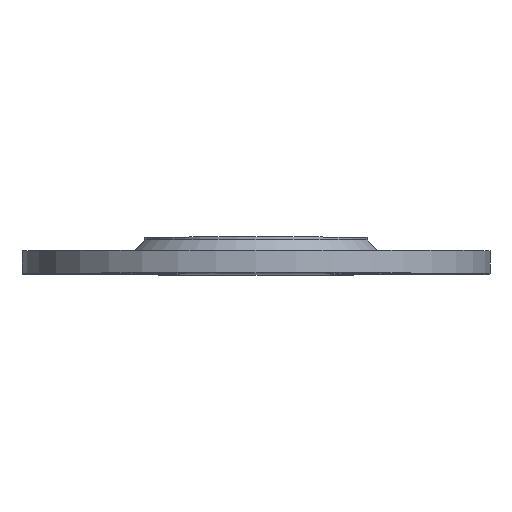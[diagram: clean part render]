
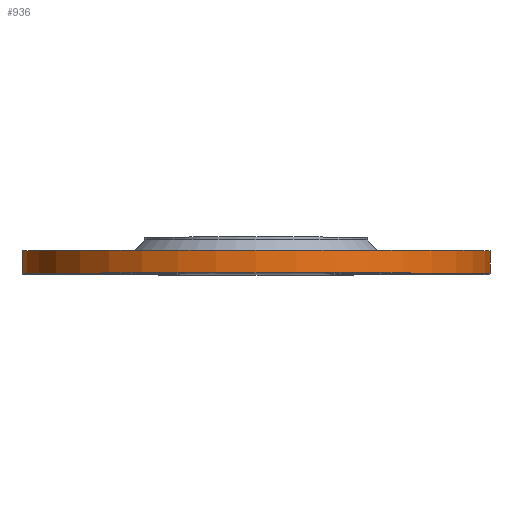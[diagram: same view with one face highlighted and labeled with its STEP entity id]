
A CAD part, top view. The second image highlights one B-rep face of the part: STEP entity #936.
In plain terms, the highlighted cylindrical face has radius 82.7 mm (diameter 165.4 mm), a partial arc.
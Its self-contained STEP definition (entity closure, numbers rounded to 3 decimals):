
#61=LINE('',#2476,#89);
#62=LINE('',#2479,#90);
#89=VECTOR('',#1290,10.);
#90=VECTOR('',#1295,10.);
#158=CYLINDRICAL_SURFACE('',#1057,82.7);
#232=FACE_OUTER_BOUND('',#306,.T.);
#306=EDGE_LOOP('',(#863,#864,#865,#866));
#356=CIRCLE('',#1026,82.7);
#369=CIRCLE('',#1043,82.7);
#442=VERTEX_POINT('',#2418);
#443=VERTEX_POINT('',#2420);
#455=VERTEX_POINT('',#2451);
#456=VERTEX_POINT('',#2453);
#567=EDGE_CURVE('',#443,#442,#356,.T.);
#583=EDGE_CURVE('',#455,#456,#369,.T.);
#595=EDGE_CURVE('',#456,#442,#61,.T.);
#596=EDGE_CURVE('',#443,#455,#62,.T.);
#863=ORIENTED_EDGE('',*,*,#595,.F.);
#864=ORIENTED_EDGE('',*,*,#583,.F.);
#865=ORIENTED_EDGE('',*,*,#596,.F.);
#866=ORIENTED_EDGE('',*,*,#567,.T.);
#936=ADVANCED_FACE('',(#232),#158,.T.);
#1026=AXIS2_PLACEMENT_3D('',#2421,#1223,#1224);
#1043=AXIS2_PLACEMENT_3D('',#2454,#1260,#1261);
#1057=AXIS2_PLACEMENT_3D('',#2481,#1297,#1298);
#1223=DIRECTION('center_axis',(0.,1.,0.));
#1224=DIRECTION('ref_axis',(1.,0.,0.));
#1260=DIRECTION('center_axis',(0.,1.,0.));
#1261=DIRECTION('ref_axis',(1.,0.,0.));
#1290=DIRECTION('',(0.,-1.,0.));
#1295=DIRECTION('',(0.,1.,0.));
#1297=DIRECTION('center_axis',(0.,1.,0.));
#1298=DIRECTION('ref_axis',(0.,0.,1.));
#2418=CARTESIAN_POINT('',(33.691,0.,58.674));
#2420=CARTESIAN_POINT('',(-33.691,0.,58.674));
#2421=CARTESIAN_POINT('Origin',(0.,0.,134.2));
#2451=CARTESIAN_POINT('',(-33.691,8.,58.674));
#2453=CARTESIAN_POINT('',(33.691,8.,58.674));
#2454=CARTESIAN_POINT('Origin',(0.,8.,134.2));
#2476=CARTESIAN_POINT('',(33.691,0.,58.674));
#2479=CARTESIAN_POINT('',(-33.691,0.,58.674));
#2481=CARTESIAN_POINT('Origin',(0.,0.,134.2));
